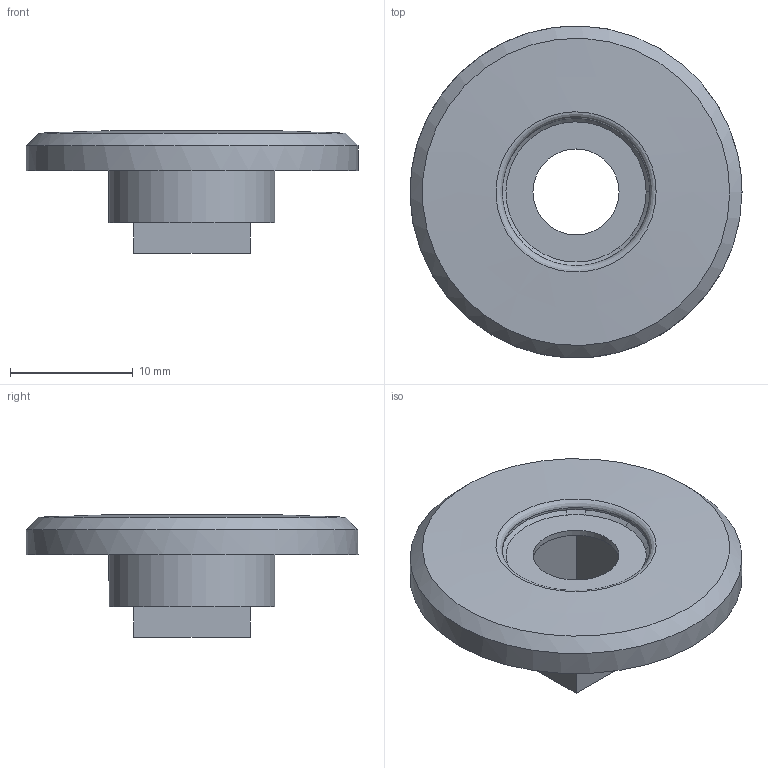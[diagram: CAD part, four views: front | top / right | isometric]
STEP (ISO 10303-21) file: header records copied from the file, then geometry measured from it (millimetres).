
FILE_DESCRIPTION(('FreeCAD Model'),'2;1');
FILE_NAME('Open CASCADE Shape Model','2021-04-23T19:14:02',('Author'),( ''),'Open CASCADE STEP processor 7.5','FreeCAD','Unknown');
FILE_SCHEMA(('AUTOMOTIVE_DESIGN { 1 0 10303 214 1 1 1 1 }'));
Length unit declared in the file: millimetre
Products named in the file (1): Chamfer001
Bounding box: 27 x 27 x 9.98 mm (x, y, z)
Volume: 2041.3 mm3; surface area: 1819.9 mm2
Topology: 1 solids, 1 shells, 30 faces, 68 edges, 42 vertices
Faces by surface type: plane 16, cone 7, cylinder 4, bspline 3
Full cylindrical faces by diameter (mm): 7 x1, 12 x1, 13.5 x1, 27 x1
Entity records: 1996 total; most frequent: CARTESIAN_POINT 629, DIRECTION 238, ORIENTED_EDGE 136, PCURVE 136, DEFINITIONAL_REPRESENTATION 136, LINE 129, VECTOR 129, EDGE_CURVE 68
